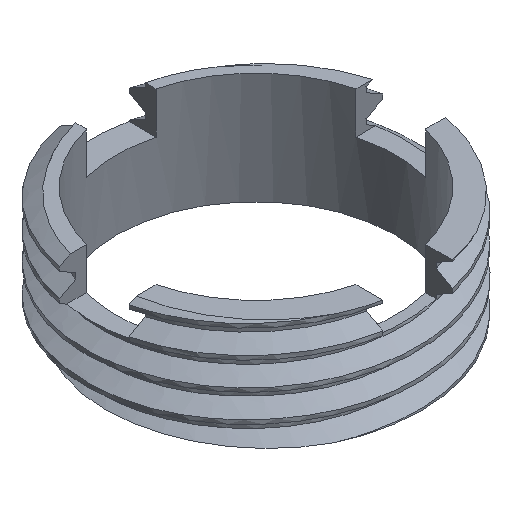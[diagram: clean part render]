
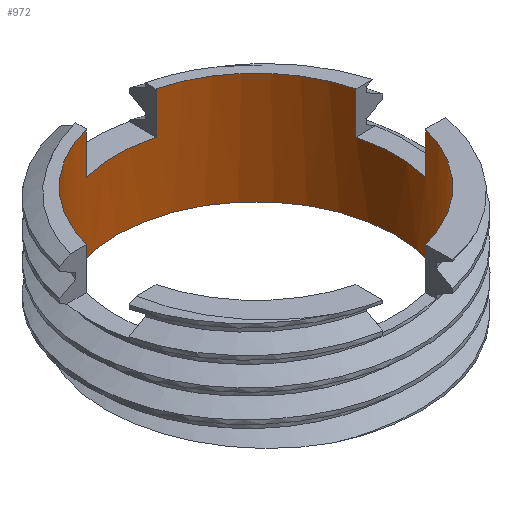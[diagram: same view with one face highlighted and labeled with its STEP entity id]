
A CAD part, isometric view. The second image highlights one B-rep face of the part: STEP entity #972.
In plain terms, the highlighted cylindrical face has radius 5 mm (diameter 10 mm), a full revolution.
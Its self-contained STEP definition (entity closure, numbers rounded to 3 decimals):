
#91=FACE_OUTER_BOUND('',#142,.T.);
#142=EDGE_LOOP('',(#850,#851,#852,#853,#854,#855,#856,#857,#858,#859,#860,
#861,#862,#863,#864,#865,#866,#867,#868,#869));
#153=CIRCLE('',#1005,5.);
#154=CIRCLE('',#1007,5.);
#155=CIRCLE('',#1008,5.);
#156=CIRCLE('',#1010,5.);
#157=CIRCLE('',#1017,5.);
#163=CIRCLE('',#1038,5.);
#164=CIRCLE('',#1039,5.);
#165=CIRCLE('',#1040,5.);
#166=CIRCLE('',#1041,5.);
#167=CIRCLE('',#1042,5.);
#251=LINE('',#1457,#309);
#257=LINE('',#1493,#315);
#263=LINE('',#1534,#321);
#272=LINE('',#1616,#330);
#282=LINE('',#1683,#340);
#287=LINE('',#1724,#345);
#293=LINE('',#1759,#351);
#298=LINE('',#1798,#356);
#299=LINE('',#2716,#357);
#309=VECTOR('',#1075,10.);
#315=VECTOR('',#1083,10.);
#321=VECTOR('',#1091,10.);
#330=VECTOR('',#1118,10.);
#340=VECTOR('',#1130,10.);
#345=VECTOR('',#1137,10.);
#351=VECTOR('',#1145,10.);
#356=VECTOR('',#1152,10.);
#357=VECTOR('',#1199,5.);
#378=VERTEX_POINT('',#1454);
#379=VERTEX_POINT('',#1456);
#386=VERTEX_POINT('',#1490);
#387=VERTEX_POINT('',#1492);
#395=VERTEX_POINT('',#1531);
#396=VERTEX_POINT('',#1533);
#404=VERTEX_POINT('',#1568);
#405=VERTEX_POINT('',#1570);
#407=VERTEX_POINT('',#1603);
#408=VERTEX_POINT('',#1605);
#409=VERTEX_POINT('',#1609);
#411=VERTEX_POINT('',#1615);
#425=VERTEX_POINT('',#1681);
#434=VERTEX_POINT('',#1721);
#435=VERTEX_POINT('',#1723);
#442=VERTEX_POINT('',#1757);
#450=VERTEX_POINT('',#1796);
#457=VERTEX_POINT('',#2714);
#481=EDGE_CURVE('',#379,#378,#251,.T.);
#490=EDGE_CURVE('',#387,#386,#257,.T.);
#500=EDGE_CURVE('',#396,#395,#263,.T.);
#509=EDGE_CURVE('',#405,#404,#153,.T.);
#513=EDGE_CURVE('',#408,#407,#154,.T.);
#514=EDGE_CURVE('',#395,#408,#155,.T.);
#516=EDGE_CURVE('',#386,#409,#156,.T.);
#518=EDGE_CURVE('',#411,#405,#272,.T.);
#534=EDGE_CURVE('',#404,#425,#282,.T.);
#543=EDGE_CURVE('',#435,#434,#287,.T.);
#552=EDGE_CURVE('',#409,#442,#293,.T.);
#561=EDGE_CURVE('',#407,#450,#298,.T.);
#563=EDGE_CURVE('',#378,#435,#157,.T.);
#601=EDGE_CURVE('',#457,#457,#163,.T.);
#602=EDGE_CURVE('',#457,#408,#299,.T.);
#603=EDGE_CURVE('',#411,#450,#164,.T.);
#604=EDGE_CURVE('',#379,#425,#165,.T.);
#605=EDGE_CURVE('',#387,#434,#166,.T.);
#606=EDGE_CURVE('',#396,#442,#167,.T.);
#850=ORIENTED_EDGE('',*,*,#601,.F.);
#851=ORIENTED_EDGE('',*,*,#602,.T.);
#852=ORIENTED_EDGE('',*,*,#513,.T.);
#853=ORIENTED_EDGE('',*,*,#561,.T.);
#854=ORIENTED_EDGE('',*,*,#603,.F.);
#855=ORIENTED_EDGE('',*,*,#518,.T.);
#856=ORIENTED_EDGE('',*,*,#509,.T.);
#857=ORIENTED_EDGE('',*,*,#534,.T.);
#858=ORIENTED_EDGE('',*,*,#604,.F.);
#859=ORIENTED_EDGE('',*,*,#481,.T.);
#860=ORIENTED_EDGE('',*,*,#563,.T.);
#861=ORIENTED_EDGE('',*,*,#543,.T.);
#862=ORIENTED_EDGE('',*,*,#605,.F.);
#863=ORIENTED_EDGE('',*,*,#490,.T.);
#864=ORIENTED_EDGE('',*,*,#516,.T.);
#865=ORIENTED_EDGE('',*,*,#552,.T.);
#866=ORIENTED_EDGE('',*,*,#606,.F.);
#867=ORIENTED_EDGE('',*,*,#500,.T.);
#868=ORIENTED_EDGE('',*,*,#514,.T.);
#869=ORIENTED_EDGE('',*,*,#602,.F.);
#927=CYLINDRICAL_SURFACE('',#1037,5.);
#972=ADVANCED_FACE('',(#91),#927,.F.);
#1005=AXIS2_PLACEMENT_3D('',#1571,#1100,#1101);
#1007=AXIS2_PLACEMENT_3D('',#1606,#1106,#1107);
#1008=AXIS2_PLACEMENT_3D('',#1607,#1108,#1109);
#1010=AXIS2_PLACEMENT_3D('',#1611,#1113,#1114);
#1017=AXIS2_PLACEMENT_3D('',#1828,#1155,#1156);
#1037=AXIS2_PLACEMENT_3D('',#2713,#1195,#1196);
#1038=AXIS2_PLACEMENT_3D('',#2715,#1197,#1198);
#1039=AXIS2_PLACEMENT_3D('',#2717,#1200,#1201);
#1040=AXIS2_PLACEMENT_3D('',#2718,#1202,#1203);
#1041=AXIS2_PLACEMENT_3D('',#2719,#1204,#1205);
#1042=AXIS2_PLACEMENT_3D('',#2720,#1206,#1207);
#1075=DIRECTION('',(0.,0.,-1.));
#1083=DIRECTION('',(0.,0.,-1.));
#1091=DIRECTION('',(0.,0.,-1.));
#1100=DIRECTION('center_axis',(0.,0.,1.));
#1101=DIRECTION('ref_axis',(1.,0.,0.));
#1106=DIRECTION('center_axis',(0.,0.,1.));
#1107=DIRECTION('ref_axis',(1.,0.,0.));
#1108=DIRECTION('center_axis',(0.,0.,1.));
#1109=DIRECTION('ref_axis',(1.,0.,0.));
#1113=DIRECTION('center_axis',(0.,0.,1.));
#1114=DIRECTION('ref_axis',(1.,0.,0.));
#1118=DIRECTION('',(0.,0.,-1.));
#1130=DIRECTION('',(0.,0.,1.));
#1137=DIRECTION('',(0.,0.,1.));
#1145=DIRECTION('',(0.,0.,1.));
#1152=DIRECTION('',(0.,0.,1.));
#1155=DIRECTION('center_axis',(0.,0.,1.));
#1156=DIRECTION('ref_axis',(1.,0.,0.));
#1195=DIRECTION('center_axis',(0.,0.,-1.));
#1196=DIRECTION('ref_axis',(1.,0.,0.));
#1197=DIRECTION('center_axis',(0.,0.,1.));
#1198=DIRECTION('ref_axis',(1.,0.,0.));
#1199=DIRECTION('',(0.,0.,1.));
#1200=DIRECTION('center_axis',(0.,0.,-1.));
#1201=DIRECTION('ref_axis',(1.,0.,0.));
#1202=DIRECTION('center_axis',(0.,0.,-1.));
#1203=DIRECTION('ref_axis',(1.,0.,0.));
#1204=DIRECTION('center_axis',(0.,0.,-1.));
#1205=DIRECTION('ref_axis',(1.,0.,0.));
#1206=DIRECTION('center_axis',(0.,0.,-1.));
#1207=DIRECTION('ref_axis',(1.,0.,0.));
#1454=CARTESIAN_POINT('',(4.841,-1.25,-1.5));
#1456=CARTESIAN_POINT('',(4.841,-1.25,0.));
#1457=CARTESIAN_POINT('',(4.841,-1.25,0.));
#1490=CARTESIAN_POINT('',(1.25,4.841,-1.5));
#1492=CARTESIAN_POINT('',(1.25,4.841,0.));
#1493=CARTESIAN_POINT('',(1.25,4.841,0.));
#1531=CARTESIAN_POINT('',(-4.841,1.25,-1.5));
#1533=CARTESIAN_POINT('',(-4.841,1.25,0.));
#1534=CARTESIAN_POINT('',(-4.841,1.25,0.));
#1568=CARTESIAN_POINT('',(1.25,-4.841,-1.5));
#1570=CARTESIAN_POINT('',(-1.25,-4.841,-1.5));
#1571=CARTESIAN_POINT('Origin',(0.,0.,-1.5));
#1603=CARTESIAN_POINT('',(-4.841,-1.25,-1.5));
#1605=CARTESIAN_POINT('',(-5.,0.,-1.5));
#1606=CARTESIAN_POINT('Origin',(0.,0.,-1.5));
#1607=CARTESIAN_POINT('Origin',(0.,0.,-1.5));
#1609=CARTESIAN_POINT('',(-1.25,4.841,-1.5));
#1611=CARTESIAN_POINT('Origin',(0.,0.,-1.5));
#1615=CARTESIAN_POINT('',(-1.25,-4.841,0.));
#1616=CARTESIAN_POINT('',(-1.25,-4.841,0.));
#1681=CARTESIAN_POINT('',(1.25,-4.841,0.));
#1683=CARTESIAN_POINT('',(1.25,-4.841,0.));
#1721=CARTESIAN_POINT('',(4.841,1.25,0.));
#1723=CARTESIAN_POINT('',(4.841,1.25,-1.5));
#1724=CARTESIAN_POINT('',(4.841,1.25,0.));
#1757=CARTESIAN_POINT('',(-1.25,4.841,0.));
#1759=CARTESIAN_POINT('',(-1.25,4.841,0.));
#1796=CARTESIAN_POINT('',(-4.841,-1.25,0.));
#1798=CARTESIAN_POINT('',(-4.841,-1.25,0.));
#1828=CARTESIAN_POINT('Origin',(0.,0.,-1.5));
#2713=CARTESIAN_POINT('Origin',(0.,0.,0.));
#2714=CARTESIAN_POINT('',(-5.,0.,-4.));
#2715=CARTESIAN_POINT('Origin',(0.,0.,-4.));
#2716=CARTESIAN_POINT('',(-5.,0.,0.));
#2717=CARTESIAN_POINT('Origin',(0.,0.,0.));
#2718=CARTESIAN_POINT('Origin',(0.,0.,0.));
#2719=CARTESIAN_POINT('Origin',(0.,0.,0.));
#2720=CARTESIAN_POINT('Origin',(0.,0.,0.));
